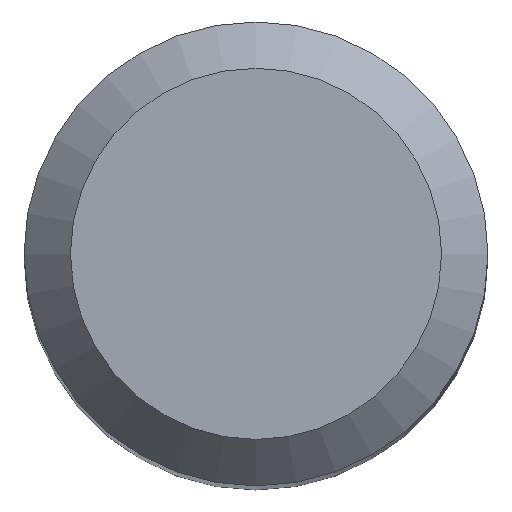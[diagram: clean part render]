
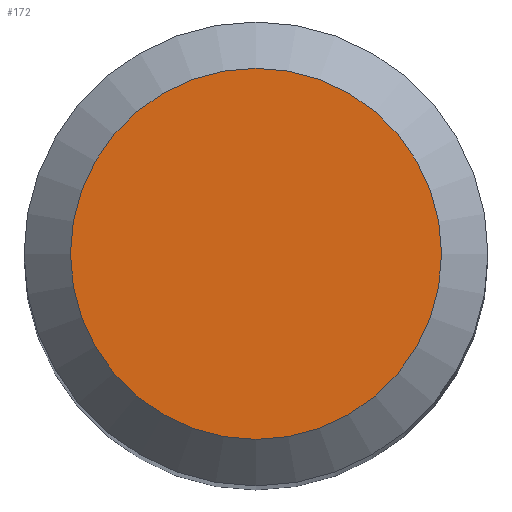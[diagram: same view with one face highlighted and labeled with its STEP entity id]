
A CAD part, top view. The second image highlights one B-rep face of the part: STEP entity #172.
In plain terms, the highlighted planar face has unit normal (0, 0, 1).
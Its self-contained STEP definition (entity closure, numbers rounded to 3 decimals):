
#14 = CARTESIAN_POINT ( 'NONE',  ( 0., 2.4, 40. ) ) ;
#19 = DIRECTION ( 'NONE',  ( 0., 0., -1. ) ) ;
#27 = AXIS2_PLACEMENT_3D ( 'NONE', #64, #19, #30 ) ;
#30 = DIRECTION ( 'NONE',  ( 0., 1., 0. ) ) ;
#64 = CARTESIAN_POINT ( 'NONE',  ( 0., 0., 40. ) ) ;
#85 = FACE_OUTER_BOUND ( 'NONE', #204, .T. ) ;
#117 = CARTESIAN_POINT ( 'NONE',  ( 0., 0., 40. ) ) ;
#137 = ORIENTED_EDGE ( 'NONE', *, *, #188, .F. ) ;
#168 = CIRCLE ( 'NONE', #27, 2.4 ) ;
#172 = ADVANCED_FACE ( 'NONE', ( #85 ), #206, .F. ) ;
#179 = AXIS2_PLACEMENT_3D ( 'NONE', #117, #223, #185 ) ;
#185 = DIRECTION ( 'NONE',  ( 0., 1., 0. ) ) ;
#188 = EDGE_CURVE ( 'NONE', #202, #202, #168, .T. ) ;
#202 = VERTEX_POINT ( 'NONE', #14 ) ;
#204 = EDGE_LOOP ( 'NONE', ( #137 ) ) ;
#206 = PLANE ( 'NONE',  #179 ) ;
#223 = DIRECTION ( 'NONE',  ( 0., 0., -1. ) ) ;
